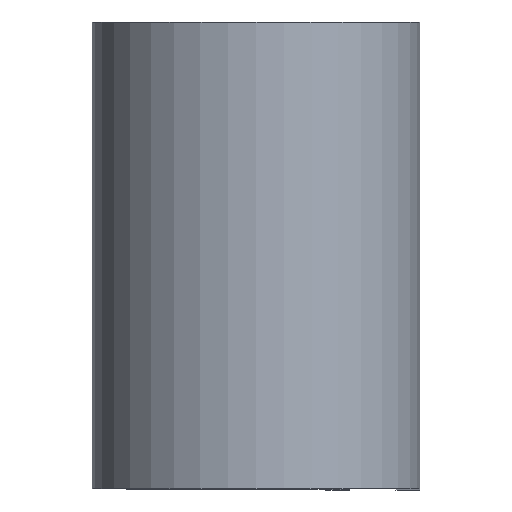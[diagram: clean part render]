
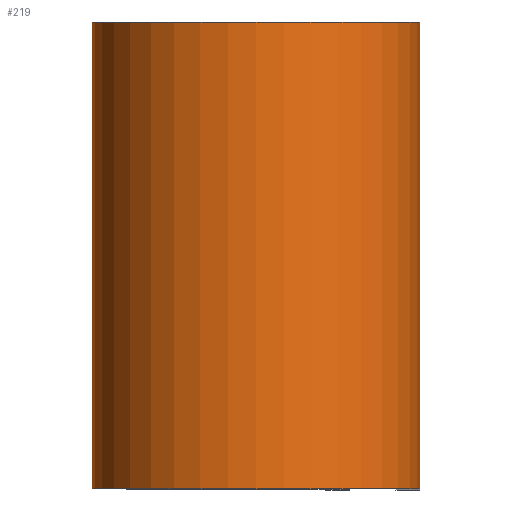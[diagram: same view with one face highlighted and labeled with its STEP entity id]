
A CAD part, top view. The second image highlights one B-rep face of the part: STEP entity #219.
In plain terms, the highlighted cylindrical face has radius 5.575 mm (diameter 11.151 mm), a partial arc.
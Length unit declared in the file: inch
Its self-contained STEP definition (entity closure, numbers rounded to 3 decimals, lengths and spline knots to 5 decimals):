
#15 = AXIS2_PLACEMENT_3D ( 'NONE', #377, #467, #332 ) ;
#20 = ORIENTED_EDGE ( 'NONE', *, *, #506, .T. ) ;
#26 = EDGE_CURVE ( 'NONE', #530, #32, #351, .T. ) ;
#32 = VERTEX_POINT ( 'NONE', #274 ) ;
#56 = ORIENTED_EDGE ( 'NONE', *, *, #322, .F. ) ;
#179 = CIRCLE ( 'NONE', #211, 0.2195 ) ;
#211 = AXIS2_PLACEMENT_3D ( 'NONE', #433, #422, #525 ) ;
#219 = ADVANCED_FACE ( 'NONE', ( #505 ), #455, .T. ) ;
#232 = DIRECTION ( 'NONE',  ( 0., 1., 0. ) ) ;
#234 = CARTESIAN_POINT ( 'NONE',  ( 0.2195, 0.3125, 0. ) ) ;
#273 = EDGE_LOOP ( 'NONE', ( #564, #456, #56, #20 ) ) ;
#274 = CARTESIAN_POINT ( 'NONE',  ( 0.2195, -0.3125, 0. ) ) ;
#322 = EDGE_CURVE ( 'NONE', #611, #530, #179, .T. ) ;
#332 = DIRECTION ( 'NONE',  ( 0., 0., -1. ) ) ;
#343 = VERTEX_POINT ( 'NONE', #519 ) ;
#351 = LINE ( 'NONE', #234, #460 ) ;
#367 = CIRCLE ( 'NONE', #411, 0.2195 ) ;
#375 = CARTESIAN_POINT ( 'NONE',  ( 0., 0.3125, -0.2195 ) ) ;
#377 = CARTESIAN_POINT ( 'NONE',  ( 0., 0.3125, 0. ) ) ;
#383 = CARTESIAN_POINT ( 'NONE',  ( 0., -0.3125, 0. ) ) ;
#410 = DIRECTION ( 'NONE',  ( 0., -1., 0. ) ) ;
#411 = AXIS2_PLACEMENT_3D ( 'NONE', #383, #232, #540 ) ;
#422 = DIRECTION ( 'NONE',  ( 0., 1., 0. ) ) ;
#433 = CARTESIAN_POINT ( 'NONE',  ( 0., 0.3125, 0. ) ) ;
#448 = VECTOR ( 'NONE', #531, 39.37008 ) ;
#455 = CYLINDRICAL_SURFACE ( 'NONE', #15, 0.2195 ) ;
#456 = ORIENTED_EDGE ( 'NONE', *, *, #26, .F. ) ;
#459 = LINE ( 'NONE', #565, #448 ) ;
#460 = VECTOR ( 'NONE', #410, 39.37008 ) ;
#467 = DIRECTION ( 'NONE',  ( 0., -1., 0. ) ) ;
#505 = FACE_OUTER_BOUND ( 'NONE', #273, .T. ) ;
#506 = EDGE_CURVE ( 'NONE', #611, #343, #459, .T. ) ;
#519 = CARTESIAN_POINT ( 'NONE',  ( 0., -0.3125, -0.2195 ) ) ;
#525 = DIRECTION ( 'NONE',  ( 1., 0., 0. ) ) ;
#530 = VERTEX_POINT ( 'NONE', #583 ) ;
#531 = DIRECTION ( 'NONE',  ( 0., -1., 0. ) ) ;
#540 = DIRECTION ( 'NONE',  ( 1., 0., 0. ) ) ;
#564 = ORIENTED_EDGE ( 'NONE', *, *, #630, .T. ) ;
#565 = CARTESIAN_POINT ( 'NONE',  ( 0., 0.3125, -0.2195 ) ) ;
#583 = CARTESIAN_POINT ( 'NONE',  ( 0.2195, 0.3125, 0. ) ) ;
#611 = VERTEX_POINT ( 'NONE', #375 ) ;
#630 = EDGE_CURVE ( 'NONE', #343, #32, #367, .T. ) ;
